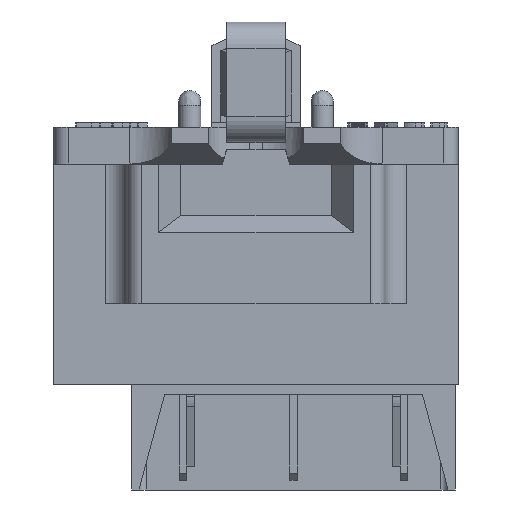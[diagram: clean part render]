
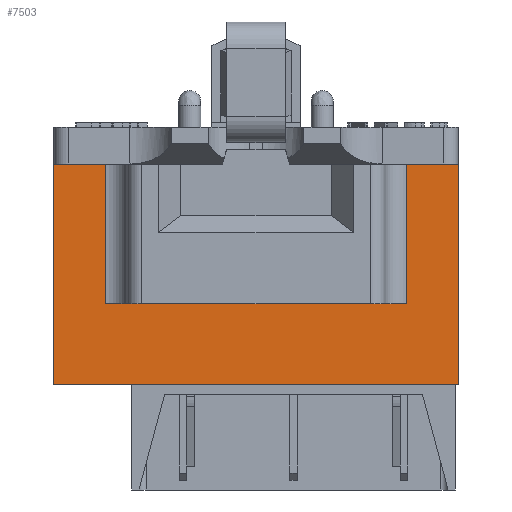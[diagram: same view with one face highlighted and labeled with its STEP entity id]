
A CAD part, front view. The second image highlights one B-rep face of the part: STEP entity #7503.
In plain terms, the highlighted planar face has unit normal (0, -1, 0).
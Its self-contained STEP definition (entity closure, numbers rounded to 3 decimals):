
#15=DIRECTION('',(1.,0.,0.));
#16=VECTOR('',#15,3.5);
#17=CARTESIAN_POINT('',(-13.75,6.,0.));
#18=LINE('',#17,#16);
#2278=DIRECTION('',(0.,0.,-1.));
#2279=VECTOR('',#2278,15.);
#2280=CARTESIAN_POINT('',(-13.75,6.,0.));
#2281=LINE('',#2280,#2279);
#2343=DIRECTION('',(1.,0.,0.));
#2344=VECTOR('',#2343,20.5);
#2345=CARTESIAN_POINT('',(-10.25,6.,-9.5));
#2346=LINE('',#2345,#2344);
#2347=DIRECTION('',(0.,0.,1.));
#2348=VECTOR('',#2347,9.5);
#2349=CARTESIAN_POINT('',(10.25,6.,-9.5));
#2350=LINE('',#2349,#2348);
#2351=DIRECTION('',(0.,0.,-1.));
#2352=VECTOR('',#2351,15.);
#2353=CARTESIAN_POINT('',(13.75,6.,0.));
#2354=LINE('',#2353,#2352);
#2355=DIRECTION('',(-1.,0.,0.));
#2356=VECTOR('',#2355,27.5);
#2357=CARTESIAN_POINT('',(13.75,6.,-15.));
#2358=LINE('',#2357,#2356);
#2359=DIRECTION('',(0.,0.,-1.));
#2360=VECTOR('',#2359,9.5);
#2361=CARTESIAN_POINT('',(-10.25,6.,0.));
#2362=LINE('',#2361,#2360);
#2450=DIRECTION('',(1.,0.,0.));
#2451=VECTOR('',#2450,3.5);
#2452=CARTESIAN_POINT('',(10.25,6.,0.));
#2453=LINE('',#2452,#2451);
#3917=CARTESIAN_POINT('',(13.75,6.,0.));
#3918=CARTESIAN_POINT('',(13.75,6.,-15.));
#3919=VERTEX_POINT('',#3917);
#3920=VERTEX_POINT('',#3918);
#3921=CARTESIAN_POINT('',(-13.75,6.,0.));
#3922=CARTESIAN_POINT('',(-13.75,6.,-15.));
#3923=VERTEX_POINT('',#3921);
#3924=VERTEX_POINT('',#3922);
#4354=CARTESIAN_POINT('',(10.25,6.,0.));
#4356=VERTEX_POINT('',#4354);
#4357=CARTESIAN_POINT('',(10.25,6.,-9.5));
#4358=VERTEX_POINT('',#4357);
#4361=CARTESIAN_POINT('',(-10.25,6.,0.));
#4362=CARTESIAN_POINT('',(-10.25,6.,-9.5));
#4363=VERTEX_POINT('',#4361);
#4364=VERTEX_POINT('',#4362);
#7482=CARTESIAN_POINT('',(13.75,6.,0.));
#7483=DIRECTION('',(0.,-1.,0.));
#7484=DIRECTION('',(-1.,0.,0.));
#7485=AXIS2_PLACEMENT_3D('',#7482,#7483,#7484);
#7486=PLANE('',#7485);
#7488=ORIENTED_EDGE('',*,*,#7487,.T.);
#7490=ORIENTED_EDGE('',*,*,#7489,.T.);
#7492=ORIENTED_EDGE('',*,*,#7491,.T.);
#7494=ORIENTED_EDGE('',*,*,#7493,.T.);
#7496=ORIENTED_EDGE('',*,*,#7495,.T.);
#7497=ORIENTED_EDGE('',*,*,#7383,.F.);
#7498=ORIENTED_EDGE('',*,*,#4899,.T.);
#7500=ORIENTED_EDGE('',*,*,#7499,.T.);
#7501=EDGE_LOOP('',(#7488,#7490,#7492,#7494,#7496,#7497,#7498,#7500));
#7502=FACE_OUTER_BOUND('',#7501,.F.);
#7503=ADVANCED_FACE('',(#7502),#7486,.T.);
#4899=EDGE_CURVE('',#3923,#4363,#18,.T.);
#7383=EDGE_CURVE('',#3923,#3924,#2281,.T.);
#7487=EDGE_CURVE('',#4364,#4358,#2346,.T.);
#7489=EDGE_CURVE('',#4358,#4356,#2350,.T.);
#7491=EDGE_CURVE('',#4356,#3919,#2453,.T.);
#7493=EDGE_CURVE('',#3919,#3920,#2354,.T.);
#7495=EDGE_CURVE('',#3920,#3924,#2358,.T.);
#7499=EDGE_CURVE('',#4363,#4364,#2362,.T.);
